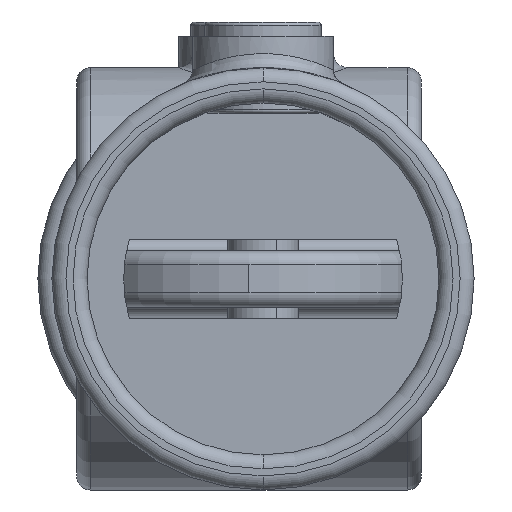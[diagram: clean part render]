
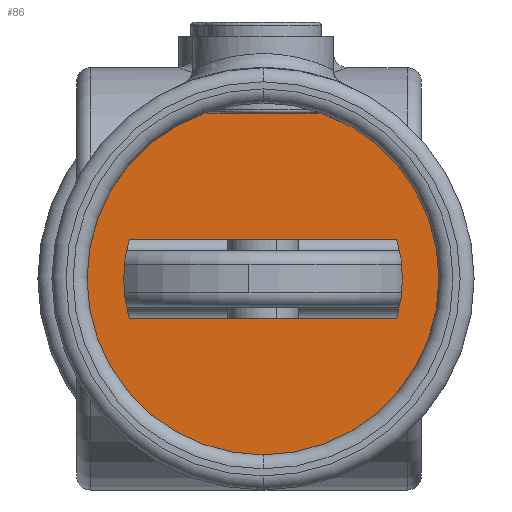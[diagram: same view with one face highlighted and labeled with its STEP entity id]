
A CAD part, left-side view. The second image highlights one B-rep face of the part: STEP entity #86.
In plain terms, the highlighted face is planar.
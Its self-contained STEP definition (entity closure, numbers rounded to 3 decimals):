
#86 = ADVANCED_FACE ( 'NONE', ( #6274, #5051 ), #3171, .F. ) ;
#128 = AXIS2_PLACEMENT_3D ( 'NONE', #5248, #5756, #3661 ) ;
#150 = CARTESIAN_POINT ( 'NONE',  ( 0., 51., -25. ) ) ;
#209 = CARTESIAN_POINT ( 'NONE',  ( 19., 51., 5.6 ) ) ;
#296 = CARTESIAN_POINT ( 'NONE',  ( 0., 51., -5.6 ) ) ;
#335 = DIRECTION ( 'NONE',  ( 0., 1., 0. ) ) ;
#498 = CARTESIAN_POINT ( 'NONE',  ( 0., 51., 0. ) ) ;
#531 = ORIENTED_EDGE ( 'NONE', *, *, #4549, .T. ) ;
#550 = DIRECTION ( 'NONE',  ( 1., 0., 0. ) ) ;
#648 = CIRCLE ( 'NONE', #3806, 25. ) ;
#840 = ORIENTED_EDGE ( 'NONE', *, *, #4315, .T. ) ;
#872 = EDGE_CURVE ( 'NONE', #3173, #4759, #3184, .T. ) ;
#1029 = CARTESIAN_POINT ( 'NONE',  ( 0., 51., 5.6 ) ) ;
#1055 = LINE ( 'NONE', #1029, #6470 ) ;
#1331 = DIRECTION ( 'NONE',  ( -1., 0., 0. ) ) ;
#1494 = ORIENTED_EDGE ( 'NONE', *, *, #872, .T. ) ;
#1983 = DIRECTION ( 'NONE',  ( 0., 1., 0. ) ) ;
#2068 = CARTESIAN_POINT ( 'NONE',  ( -19., 51., -5.6 ) ) ;
#2124 = DIRECTION ( 'NONE',  ( 0., 1., 0. ) ) ;
#2141 = CARTESIAN_POINT ( 'NONE',  ( 0., 51., 0. ) ) ;
#2513 = DIRECTION ( 'NONE',  ( 0., 0., 1. ) ) ;
#2520 = CARTESIAN_POINT ( 'NONE',  ( 0., 51., 25. ) ) ;
#2658 = DIRECTION ( 'NONE',  ( 0., 0., 1. ) ) ;
#2744 = ORIENTED_EDGE ( 'NONE', *, *, #4793, .F. ) ;
#2746 = DIRECTION ( 'NONE',  ( 0., 0., 1. ) ) ;
#2966 = VERTEX_POINT ( 'NONE', #209 ) ;
#3042 = VECTOR ( 'NONE', #1331, 1000. ) ;
#3136 = EDGE_LOOP ( 'NONE', ( #1494, #531, #5579, #840 ) ) ;
#3171 = PLANE ( 'NONE',  #6076 ) ;
#3173 = VERTEX_POINT ( 'NONE', #6610 ) ;
#3184 = LINE ( 'NONE', #296, #3042 ) ;
#3314 = AXIS2_PLACEMENT_3D ( 'NONE', #4627, #1983, #2513 ) ;
#3358 = EDGE_LOOP ( 'NONE', ( #2744, #4903 ) ) ;
#3361 = CARTESIAN_POINT ( 'NONE',  ( -19., 51., 5.6 ) ) ;
#3490 = DIRECTION ( 'NONE',  ( 0., 0., 1. ) ) ;
#3631 = EDGE_CURVE ( 'NONE', #5406, #2966, #1055, .T. ) ;
#3661 = DIRECTION ( 'NONE',  ( 0., 0., 1. ) ) ;
#3806 = AXIS2_PLACEMENT_3D ( 'NONE', #2141, #5319, #2746 ) ;
#4184 = AXIS2_PLACEMENT_3D ( 'NONE', #5493, #335, #3490 ) ;
#4315 = EDGE_CURVE ( 'NONE', #2966, #3173, #4731, .T. ) ;
#4549 = EDGE_CURVE ( 'NONE', #4759, #5406, #5837, .T. ) ;
#4627 = CARTESIAN_POINT ( 'NONE',  ( 0., 51., 0. ) ) ;
#4731 = CIRCLE ( 'NONE', #4184, 19.808 ) ;
#4759 = VERTEX_POINT ( 'NONE', #2068 ) ;
#4793 = EDGE_CURVE ( 'NONE', #5005, #6439, #648, .T. ) ;
#4903 = ORIENTED_EDGE ( 'NONE', *, *, #6481, .F. ) ;
#5005 = VERTEX_POINT ( 'NONE', #150 ) ;
#5051 = FACE_OUTER_BOUND ( 'NONE', #3358, .T. ) ;
#5248 = CARTESIAN_POINT ( 'NONE',  ( 0., 51., 0. ) ) ;
#5319 = DIRECTION ( 'NONE',  ( 0., 1., 0. ) ) ;
#5406 = VERTEX_POINT ( 'NONE', #3361 ) ;
#5493 = CARTESIAN_POINT ( 'NONE',  ( 0., 51., 0. ) ) ;
#5579 = ORIENTED_EDGE ( 'NONE', *, *, #3631, .T. ) ;
#5756 = DIRECTION ( 'NONE',  ( 0., 1., 0. ) ) ;
#5837 = CIRCLE ( 'NONE', #3314, 19.808 ) ;
#5877 = CIRCLE ( 'NONE', #128, 25. ) ;
#6076 = AXIS2_PLACEMENT_3D ( 'NONE', #498, #2124, #2658 ) ;
#6274 = FACE_BOUND ( 'NONE', #3136, .T. ) ;
#6439 = VERTEX_POINT ( 'NONE', #2520 ) ;
#6470 = VECTOR ( 'NONE', #550, 1000. ) ;
#6481 = EDGE_CURVE ( 'NONE', #6439, #5005, #5877, .T. ) ;
#6610 = CARTESIAN_POINT ( 'NONE',  ( 19., 51., -5.6 ) ) ;
